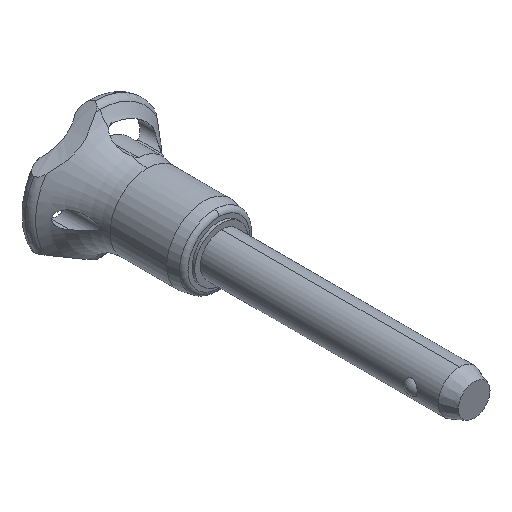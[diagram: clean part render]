
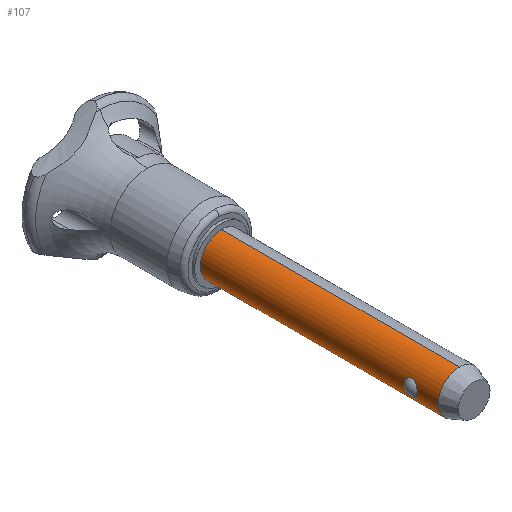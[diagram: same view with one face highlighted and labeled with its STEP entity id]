
A CAD part, isometric view. The second image highlights one B-rep face of the part: STEP entity #107.
In plain terms, the highlighted cylindrical face has radius 3.175 mm (diameter 6.35 mm), a partial arc.
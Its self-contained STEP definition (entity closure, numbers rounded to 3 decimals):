
#107=ADVANCED_FACE('',(#249,#250),#251,.T.);
#249=FACE_OUTER_BOUND('',#421,.T.);
#250=FACE_BOUND('',#422,.T.);
#251=CYLINDRICAL_SURFACE('',#423,3.175);
#421=EDGE_LOOP('',(#719,#720,#721,#722,#723));
#422=EDGE_LOOP('',(#724,#725));
#423=AXIS2_PLACEMENT_3D('',#726,#727,#728);
#719=ORIENTED_EDGE('',*,*,#1097,.F.);
#720=ORIENTED_EDGE('',*,*,#1167,.T.);
#721=ORIENTED_EDGE('',*,*,#1132,.T.);
#722=ORIENTED_EDGE('',*,*,#1099,.F.);
#723=ORIENTED_EDGE('',*,*,#1165,.F.);
#724=ORIENTED_EDGE('',*,*,#1105,.T.);
#725=ORIENTED_EDGE('',*,*,#1106,.T.);
#726=CARTESIAN_POINT('',(0.,-18.923,0.0));
#727=DIRECTION('',(0.,1.0,0.0));
#728=DIRECTION('',(0.0,0.0,-1.0));
#1097=EDGE_CURVE('',#1337,#1338,#1339,.T.);
#1099=EDGE_CURVE('',#1340,#1342,#1343,.T.);
#1105=EDGE_CURVE('',#1352,#1353,#1354,.T.);
#1106=EDGE_CURVE('',#1353,#1352,#1355,.T.);
#1132=EDGE_CURVE('',#1393,#1342,#1398,.T.);
#1165=EDGE_CURVE('',#1338,#1340,#1449,.T.);
#1167=EDGE_CURVE('',#1337,#1393,#1451,.T.);
#1337=VERTEX_POINT('',#2193);
#1338=VERTEX_POINT('',#2194);
#1339=LINE('',#2195,#2196);
#1340=VERTEX_POINT('',#2197);
#1342=VERTEX_POINT('',#2199);
#1343=LINE('',#2200,#2201);
#1352=VERTEX_POINT('',#2260);
#1353=VERTEX_POINT('',#2261);
#1354=B_SPLINE_CURVE_WITH_KNOTS('',3,(#2262,#2263,#2264,#2265,#2266,#2267,#2268,#2269,#2270,#2271,#2272,#2273,#2274,#2275,#2276,#2277,#2278,#2279,#2280,#2281,#2282,#2283,#2284,#2285,#2286,#2287),.UNSPECIFIED.,.F.,.F.,(4,2,2,2,2,2,2,2,2,2,2,2,4),(0.0,0.342,0.684,0.852,1.02,1.311,1.601,1.892,2.183,2.351,2.519,2.861,3.203),.UNSPECIFIED.);
#1355=B_SPLINE_CURVE_WITH_KNOTS('',3,(#2288,#2289,#2290,#2291,#2292,#2293,#2294,#2295,#2296,#2297,#2298,#2299,#2300,#2301,#2302,#2303,#2304,#2305,#2306,#2307,#2308,#2309,#2310,#2311,#2312,#2313),.UNSPECIFIED.,.F.,.F.,(4,2,2,2,2,2,2,2,2,2,2,2,4),(3.203,3.545,3.887,4.055,4.223,4.514,4.804,5.095,5.386,5.554,5.722,6.064,6.406),.UNSPECIFIED.);
#1393=VERTEX_POINT('',#2583);
#1398=CIRCLE('',#2590,3.175);
#1449=CIRCLE('',#2973,3.175);
#1451=CIRCLE('',#2975,3.175);
#2193=CARTESIAN_POINT('',(0.,-35.636,-3.175));
#2194=CARTESIAN_POINT('',(0.,0.0,-3.175));
#2195=CARTESIAN_POINT('',(0.,-18.923,-3.175));
#2196=VECTOR('',#3784,1.0);
#2197=CARTESIAN_POINT('',(0.,0.,3.175));
#2199=CARTESIAN_POINT('',(0.,-35.636,3.175));
#2200=CARTESIAN_POINT('',(0.,-18.923,3.175));
#2201=VECTOR('',#3788,1.0);
#2260=CARTESIAN_POINT('',(-2.97,-31.476,1.123));
#2261=CARTESIAN_POINT('',(-2.97,-31.476,-1.123));
#2262=CARTESIAN_POINT('',(-2.97,-31.476,1.123));
#2263=CARTESIAN_POINT('',(-2.97,-31.59,1.123));
#2264=CARTESIAN_POINT('',(-2.979,-31.711,1.1));
#2265=CARTESIAN_POINT('',(-3.011,-31.934,1.01));
#2266=CARTESIAN_POINT('',(-3.033,-32.036,0.942));
#2267=CARTESIAN_POINT('',(-3.065,-32.158,0.828));
#2268=CARTESIAN_POINT('',(-3.077,-32.198,0.783));
#2269=CARTESIAN_POINT('',(-3.1,-32.271,0.687));
#2270=CARTESIAN_POINT('',(-3.111,-32.303,0.636));
#2271=CARTESIAN_POINT('',(-3.136,-32.375,0.503));
#2272=CARTESIAN_POINT('',(-3.151,-32.412,0.405));
#2273=CARTESIAN_POINT('',(-3.17,-32.462,0.202));
#2274=CARTESIAN_POINT('',(-3.175,-32.473,0.097));
#2275=CARTESIAN_POINT('',(-3.175,-32.473,-0.097));
#2276=CARTESIAN_POINT('',(-3.17,-32.462,-0.202));
#2277=CARTESIAN_POINT('',(-3.151,-32.412,-0.405));
#2278=CARTESIAN_POINT('',(-3.136,-32.375,-0.503));
#2279=CARTESIAN_POINT('',(-3.111,-32.303,-0.636));
#2280=CARTESIAN_POINT('',(-3.1,-32.271,-0.687));
#2281=CARTESIAN_POINT('',(-3.077,-32.198,-0.783));
#2282=CARTESIAN_POINT('',(-3.065,-32.158,-0.828));
#2283=CARTESIAN_POINT('',(-3.033,-32.036,-0.942));
#2284=CARTESIAN_POINT('',(-3.011,-31.934,-1.01));
#2285=CARTESIAN_POINT('',(-2.979,-31.711,-1.1));
#2286=CARTESIAN_POINT('',(-2.97,-31.59,-1.123));
#2287=CARTESIAN_POINT('',(-2.97,-31.476,-1.123));
#2288=CARTESIAN_POINT('',(-2.97,-31.476,-1.123));
#2289=CARTESIAN_POINT('',(-2.97,-31.362,-1.123));
#2290=CARTESIAN_POINT('',(-2.979,-31.241,-1.1));
#2291=CARTESIAN_POINT('',(-3.011,-31.019,-1.01));
#2292=CARTESIAN_POINT('',(-3.033,-30.917,-0.942));
#2293=CARTESIAN_POINT('',(-3.065,-30.795,-0.828));
#2294=CARTESIAN_POINT('',(-3.077,-30.755,-0.783));
#2295=CARTESIAN_POINT('',(-3.1,-30.682,-0.687));
#2296=CARTESIAN_POINT('',(-3.111,-30.649,-0.636));
#2297=CARTESIAN_POINT('',(-3.136,-30.578,-0.503));
#2298=CARTESIAN_POINT('',(-3.151,-30.541,-0.405));
#2299=CARTESIAN_POINT('',(-3.17,-30.491,-0.202));
#2300=CARTESIAN_POINT('',(-3.175,-30.48,-0.097));
#2301=CARTESIAN_POINT('',(-3.175,-30.48,0.097));
#2302=CARTESIAN_POINT('',(-3.17,-30.491,0.202));
#2303=CARTESIAN_POINT('',(-3.151,-30.541,0.405));
#2304=CARTESIAN_POINT('',(-3.136,-30.578,0.503));
#2305=CARTESIAN_POINT('',(-3.111,-30.649,0.636));
#2306=CARTESIAN_POINT('',(-3.1,-30.682,0.687));
#2307=CARTESIAN_POINT('',(-3.077,-30.755,0.783));
#2308=CARTESIAN_POINT('',(-3.065,-30.795,0.828));
#2309=CARTESIAN_POINT('',(-3.033,-30.917,0.942));
#2310=CARTESIAN_POINT('',(-3.011,-31.019,1.01));
#2311=CARTESIAN_POINT('',(-2.979,-31.241,1.1));
#2312=CARTESIAN_POINT('',(-2.97,-31.362,1.123));
#2313=CARTESIAN_POINT('',(-2.97,-31.476,1.123));
#2583=CARTESIAN_POINT('',(-3.175,-35.636,0.));
#2590=AXIS2_PLACEMENT_3D('',#3829,#3830,#3831);
#2973=AXIS2_PLACEMENT_3D('',#3873,#3874,#3875);
#2975=AXIS2_PLACEMENT_3D('',#3876,#3877,#3878);
#3784=DIRECTION('',(0.,1.0,0.0));
#3788=DIRECTION('',(0.,-1.0,-0.0));
#3829=CARTESIAN_POINT('',(0.,-35.636,0.0));
#3830=DIRECTION('',(0.,1.0,0.));
#3831=DIRECTION('',(0.,0.,-1.0));
#3873=CARTESIAN_POINT('',(0.,0.0,0.0));
#3874=DIRECTION('',(0.,1.0,0.0));
#3875=DIRECTION('',(0.0,0.0,-1.0));
#3876=CARTESIAN_POINT('',(0.,-35.636,0.0));
#3877=DIRECTION('',(0.,1.0,0.));
#3878=DIRECTION('',(0.,0.,-1.0));
